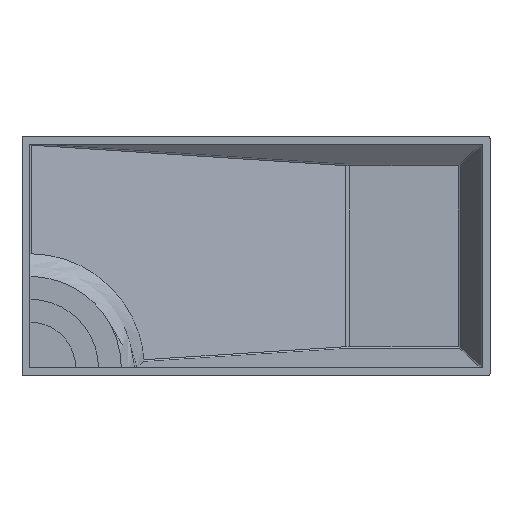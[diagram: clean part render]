
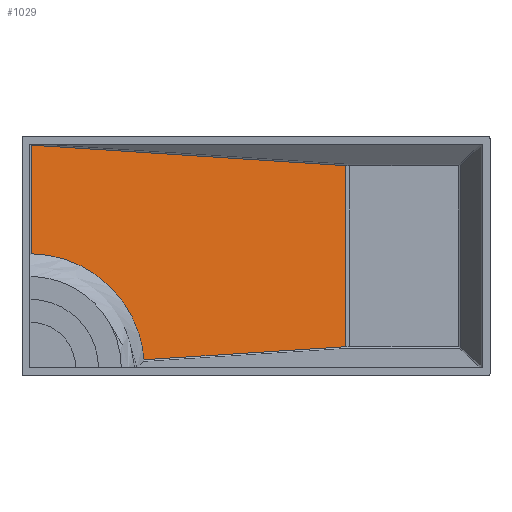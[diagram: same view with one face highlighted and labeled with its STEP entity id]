
A CAD part, top view. The second image highlights one B-rep face of the part: STEP entity #1029.
In plain terms, the highlighted free-form (B-spline) face has degree [1, 1] with [2, 2] control points.
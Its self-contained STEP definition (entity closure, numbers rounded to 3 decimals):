
#78 = VERTEX_POINT('',#79);
#79 = CARTESIAN_POINT('',(3601.189,326.664,
    1198.672));
#86 = EDGE_CURVE('',#87,#78,#89,.T.);
#87 = VERTEX_POINT('',#88);
#88 = CARTESIAN_POINT('',(107.458,3610.26,
    1822.552));
#89 = ( BOUNDED_CURVE() B_SPLINE_CURVE(2,(#90,#91,#92),.UNSPECIFIED.,.F.
,.F.) B_SPLINE_CURVE_WITH_KNOTS((3,3),(-1.56,
-0.072),.PIECEWISE_BEZIER_KNOTS.) CURVE() 
GEOMETRIC_REPRESENTATION_ITEM() RATIONAL_B_SPLINE_CURVE((1.,
0.736,1.)) REPRESENTATION_ITEM('') );
#90 = CARTESIAN_POINT('',(107.458,3610.26,
    1822.552));
#91 = CARTESIAN_POINT('',(3365.652,3576.509,
    1240.732));
#92 = CARTESIAN_POINT('',(3601.189,326.664,
    1198.672));
#991 = EDGE_CURVE('',#992,#87,#994,.T.);
#992 = VERTEX_POINT('',#993);
#993 = CARTESIAN_POINT('',(107.458,6979.722,
    1822.552));
#994 = B_SPLINE_CURVE_WITH_KNOTS('',1,(#995,#996),.UNSPECIFIED.,.F.,.F.,
  (2,2),(-367.966,-129.987),.PIECEWISE_BEZIER_KNOTS.);
#995 = CARTESIAN_POINT('',(107.458,6979.722,
    1822.552));
#996 = CARTESIAN_POINT('',(107.458,3610.26,
    1822.552));
#1029 = ADVANCED_FACE('',(#1030),#1053,.T.);
#1030 = FACE_BOUND('',#1031,.T.);
#1031 = EDGE_LOOP('',(#1032,#1033,#1040,#1047,#1052));
#1032 = ORIENTED_EDGE('',*,*,#86,.T.);
#1033 = ORIENTED_EDGE('',*,*,#1034,.T.);
#1034 = EDGE_CURVE('',#78,#1035,#1037,.T.);
#1035 = VERTEX_POINT('',#1036);
#1036 = CARTESIAN_POINT('',(9850.711,732.85,
    82.686));
#1037 = B_SPLINE_CURVE_WITH_KNOTS('',1,(#1038,#1039),.UNSPECIFIED.,.F.,
  .F.,(2,2),(12.82,462.112),.PIECEWISE_BEZIER_KNOTS.);
#1038 = CARTESIAN_POINT('',(3601.189,326.664,
    1198.672));
#1039 = CARTESIAN_POINT('',(9850.711,732.85,
    82.686));
#1040 = ORIENTED_EDGE('',*,*,#1041,.T.);
#1041 = EDGE_CURVE('',#1035,#1042,#1044,.T.);
#1042 = VERTEX_POINT('',#1043);
#1043 = CARTESIAN_POINT('',(9850.711,6346.463,
    82.686));
#1044 = B_SPLINE_CURVE_WITH_KNOTS('',1,(#1045,#1046),.UNSPECIFIED.,.F.,
  .F.,(2,2),(-10.74,385.74),.PIECEWISE_BEZIER_KNOTS.);
#1045 = CARTESIAN_POINT('',(9850.711,732.85,
    82.686));
#1046 = CARTESIAN_POINT('',(9850.711,6346.463,
    82.686));
#1047 = ORIENTED_EDGE('',*,*,#1048,.T.);
#1048 = EDGE_CURVE('',#1042,#992,#1049,.T.);
#1049 = B_SPLINE_CURVE_WITH_KNOTS('',1,(#1050,#1051),.UNSPECIFIED.,.F.,
  .F.,(2,2),(-431.959,268.506),.PIECEWISE_BEZIER_KNOTS.);
#1050 = CARTESIAN_POINT('',(9850.711,6346.463,
    82.686));
#1051 = CARTESIAN_POINT('',(107.458,6979.722,
    1822.552));
#1052 = ORIENTED_EDGE('',*,*,#991,.T.);
#1053 = B_SPLINE_SURFACE_WITH_KNOTS('',1,1,(
    (#1054,#1055)
    ,(#1056,#1057
    )),.UNSPECIFIED.,.F.,.F.,.F.,(2,2),(2,2),(6.816,
    705.853),(23.071,492.967),
  .PIECEWISE_BEZIER_KNOTS.);
#1054 = CARTESIAN_POINT('',(107.444,326.65,
    1822.555));
#1055 = CARTESIAN_POINT('',(107.444,6979.737,
    1822.555));
#1056 = CARTESIAN_POINT('',(9850.725,326.65,
    82.683));
#1057 = CARTESIAN_POINT('',(9850.725,6979.737,
    82.683));
